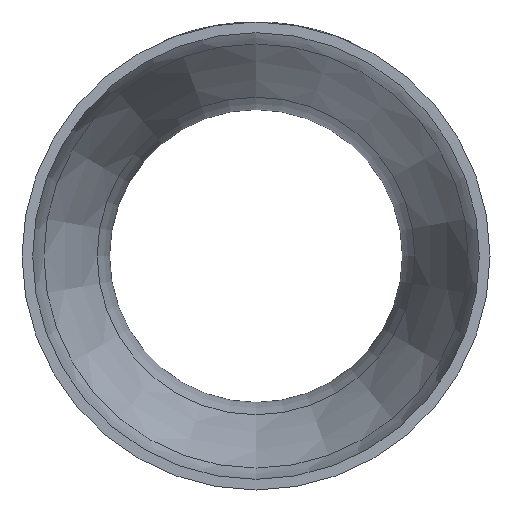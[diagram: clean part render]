
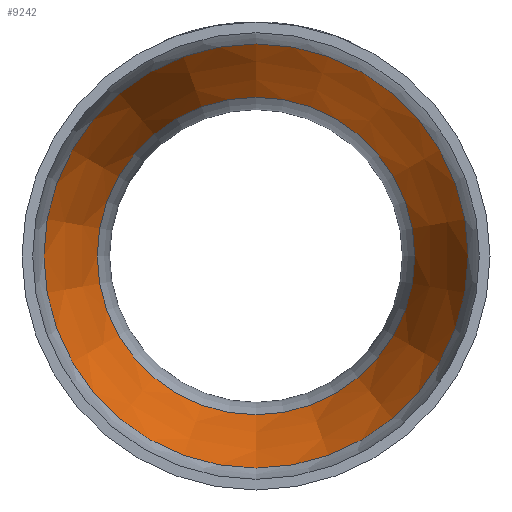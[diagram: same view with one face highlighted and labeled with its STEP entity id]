
A CAD part, front view. The second image highlights one B-rep face of the part: STEP entity #9242.
In plain terms, the highlighted conical face has half-angle 19.609 degrees and reference radius 51.801 mm.
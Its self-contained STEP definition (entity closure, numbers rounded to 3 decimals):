
#1216 = VERTEX_POINT ( 'NONE', #3804 ) ;
#1633 = EDGE_CURVE ( 'NONE', #1216, #1216, #7222, .T. ) ;
#1788 = EDGE_LOOP ( 'NONE', ( #8858 ) ) ;
#2171 = EDGE_LOOP ( 'NONE', ( #10559 ) ) ;
#3009 = DIRECTION ( 'NONE',  ( 0., 0., -1. ) ) ;
#3166 = CARTESIAN_POINT ( 'NONE',  ( 0., 67.448, 0. ) ) ;
#3430 = FACE_BOUND ( 'NONE', #1788, .T. ) ;
#3804 = CARTESIAN_POINT ( 'NONE',  ( 0., 67.448, -38.783 ) ) ;
#3874 = CARTESIAN_POINT ( 'NONE',  ( 0., 30.907, -51.801 ) ) ;
#4650 = AXIS2_PLACEMENT_3D ( 'NONE', #3166, #4838, #5696 ) ;
#4729 = CIRCLE ( 'NONE', #9377, 51.801 ) ;
#4838 = DIRECTION ( 'NONE',  ( 0., -1., 0. ) ) ;
#5696 = DIRECTION ( 'NONE',  ( 0., 0., -1. ) ) ;
#6141 = DIRECTION ( 'NONE',  ( 0., -1., 0. ) ) ;
#6785 = CONICAL_SURFACE ( 'NONE', #10251, 51.801, 0.342 ) ;
#7051 = CARTESIAN_POINT ( 'NONE',  ( 0., 30.907, 0. ) ) ;
#7212 = FACE_OUTER_BOUND ( 'NONE', #2171, .T. ) ;
#7222 = CIRCLE ( 'NONE', #4650, 38.783 ) ;
#8021 = EDGE_CURVE ( 'NONE', #10146, #10146, #4729, .T. ) ;
#8775 = DIRECTION ( 'NONE',  ( 0., 0., -1. ) ) ;
#8858 = ORIENTED_EDGE ( 'NONE', *, *, #1633, .F. ) ;
#8973 = CARTESIAN_POINT ( 'NONE',  ( 0., 30.907, 0. ) ) ;
#9009 = DIRECTION ( 'NONE',  ( 0., -1., 0. ) ) ;
#9242 = ADVANCED_FACE ( 'NONE', ( #3430, #7212 ), #6785, .F. ) ;
#9377 = AXIS2_PLACEMENT_3D ( 'NONE', #7051, #6141, #8775 ) ;
#10146 = VERTEX_POINT ( 'NONE', #3874 ) ;
#10251 = AXIS2_PLACEMENT_3D ( 'NONE', #8973, #9009, #3009 ) ;
#10559 = ORIENTED_EDGE ( 'NONE', *, *, #8021, .T. ) ;
